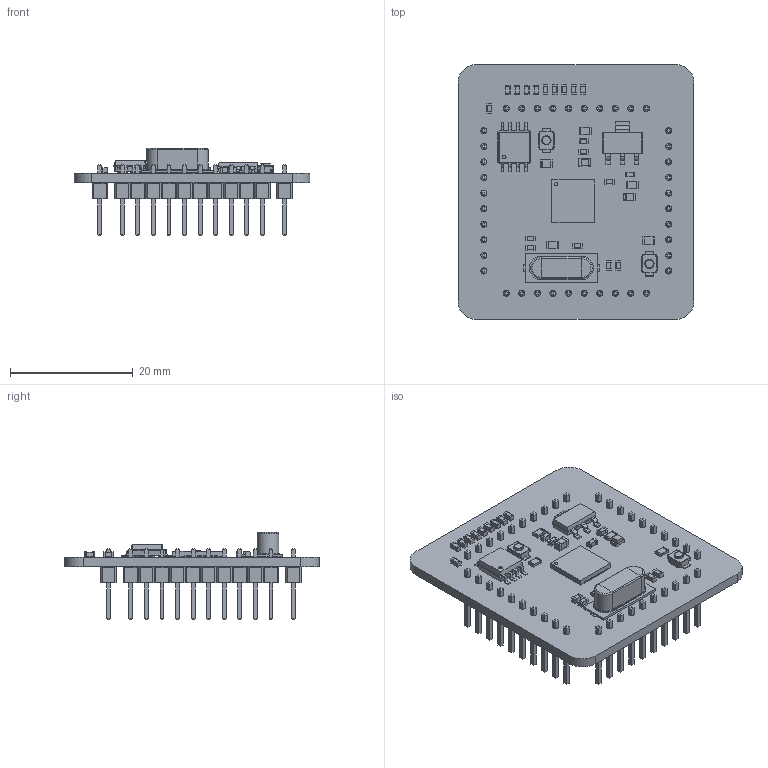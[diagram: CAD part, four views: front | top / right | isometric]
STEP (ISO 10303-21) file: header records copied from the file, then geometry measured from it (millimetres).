
FILE_DESCRIPTION(('KiCad electronic assembly'),'2;1');
FILE_NAME('rp2350a-tempel.step','2025-11-14T21:20:16',('Pcbnew'),( 'Kicad'),'Open CASCADE STEP processor 7.7','KiCad to STEP converter' ,'Unknown');
FILE_SCHEMA(('AUTOMOTIVE_DESIGN { 1 0 10303 214 1 1 1 1 }'));
Length unit declared in the file: millimetre
Products named in the file (22): rp2350a-tempel 1; R_0805_2012Metric; L_0805_2012Metric; C_0603_1608Metric; SOT-223; SOT_223; Crystal_SMD_HC49-SD; LED_0805_2012Metric; SW_SPST_B3U-1000P-B; QFN-56-1EP_7x7mm_P0.4mm_EP5.6x5.6mm; QFN-56-1EP_7x7mm_Pitch0.4mm; SOIJ-8_5.3x5.3mm_P1.27mm; SOIJ_8_53x53mm_P127mm; PinHeader_1x10_P2.54mm_Vertical; PinHeader_1x10_P254mm_Vertical; rp2350a-tempel_PCB
Assembly tree (47 placements, depth 3):
  rp2350a-tempel 1
    R_0805_2012Metric  x5
      R_0805_2012Metric
    L_0805_2012Metric
      L_0805_2012Metric
    C_0603_1608Metric  x19
      C_0603_1608Metric
    SOT-223
      SOT_223
    Crystal_SMD_HC49-SD
      Crystal_SMD_HC49-SD
    LED_0805_2012Metric
      LED_0805_2012Metric
    SW_SPST_B3U-1000P-B  x2
      SW_SPST_B3U-1000P-B
    QFN-56-1EP_7x7mm_P0.4mm_EP5.6x5.6mm
      QFN-56-1EP_7x7mm_Pitch0.4mm
    SOIJ-8_5.3x5.3mm_P1.27mm
      SOIJ_8_53x53mm_P127mm
    PinHeader_1x10_P2.54mm_Vertical  x4
      PinHeader_1x10_P254mm_Vertical
    rp2350a-tempel_PCB
Bounding box: 38.45 x 41.55 x 14.24 mm (x, y, z)
Volume: 3599.6 mm3; surface area: 6381.6 mm2
Topology: 37 solids, 37 shells, 2922 faces, 7489 edges, 4712 vertices
Faces by surface type: plane 2133, cylinder 669, bspline 48, torus 38, sphere 34
Full cylindrical faces by diameter (mm): 0.25 x9, 0.5 x1, 0.6 x1, 0.65 x2, 1 x40, 1.5 x2
Entity records: 49961 total; most frequent: CARTESIAN_POINT 7455, ORIENTED_EDGE 6980, DIRECTION 6714, EDGE_CURVE 3490, LINE 2808, VECTOR 2808, VERTEX_POINT 2208, AXIS2_PLACEMENT_3D 1953
